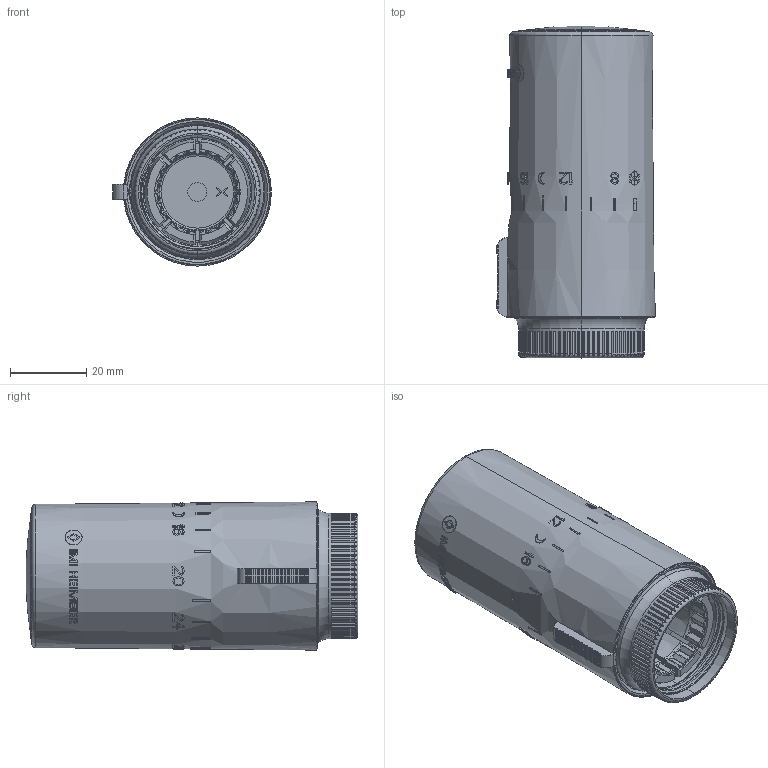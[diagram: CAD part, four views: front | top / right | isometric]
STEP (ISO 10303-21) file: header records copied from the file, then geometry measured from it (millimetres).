
FILE_DESCRIPTION((''),'2;1');
FILE_NAME('7550-00-500-HGZ_SW0001','2018-04-04T08:41:51',('marann'),(''),'CREO PARAMETRIC BY PTC INC, 2017380','CREO PARAMETRIC BY PTC INC, 2017380','');
FILE_SCHEMA(('CONFIG_CONTROL_DESIGN'));
Products named in the file (1): 7550-00-500-HGZ_SW0001
Bounding box: 41.8 x 87.3 x 38.99 mm (x, y, z)
Volume: 35522.5 mm3; surface area: 33197.6 mm2
Topology: 30 solids, 30 shells, 2340 faces, 6122 edges, 3851 vertices
Faces by surface type: plane 907, bspline 623, cylinder 435, torus 169, sphere 118, cone 88
Entity records: 94476 total; most frequent: CARTESIAN_POINT 41239, ORIENTED_EDGE 12240, DIRECTION 9419, EDGE_CURVE 6120, VERTEX_POINT 3851, AXIS2_PLACEMENT_3D 3353, VECTOR 2713, LINE 2713
